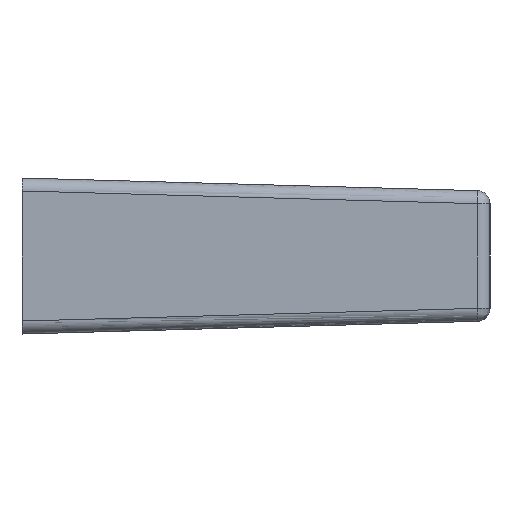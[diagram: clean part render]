
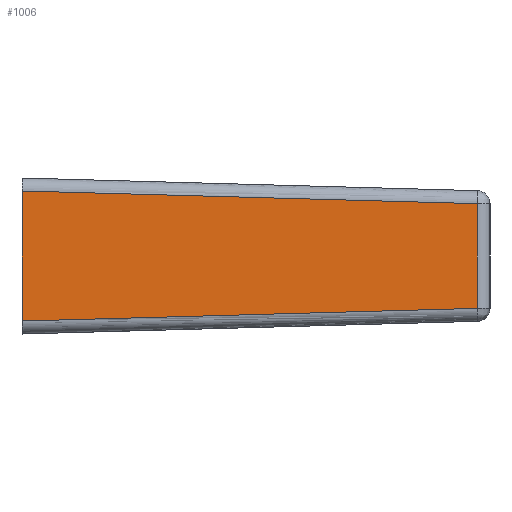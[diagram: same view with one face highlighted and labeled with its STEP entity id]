
A CAD part, left-side view. The second image highlights one B-rep face of the part: STEP entity #1006.
In plain terms, the highlighted free-form (B-spline) face has degree [1, 1] with [2, 2] control points.
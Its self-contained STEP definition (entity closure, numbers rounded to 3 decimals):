
#971=CARTESIAN_POINT('',(-43.978,-36.777,-5.5));
#972=CARTESIAN_POINT('',(-45.049,1.75,-5.5));
#973=CARTESIAN_POINT('',(-43.978,-36.777,5.5));
#974=CARTESIAN_POINT('',(-45.049,1.75,5.5));
#975=B_SPLINE_SURFACE_WITH_KNOTS('',1,1,((#971,#973),(#972,#974)),.UNSPECIFIED.,.F.,.F.,.U.,(2,2),(2,2),(0.0,38.542),(0.0,11.),.UNSPECIFIED.);
#976=CARTESIAN_POINT('',(-44.027,-35.028,-4.027));
#977=VERTEX_POINT('',#976);
#978=CARTESIAN_POINT('',(-44.027,-35.028,4.027));
#979=VERTEX_POINT('',#978);
#980=CARTESIAN_POINT('',(-44.027,-35.028,-4.027));
#981=CARTESIAN_POINT('',(-44.027,-35.028,4.027));
#982=QUASI_UNIFORM_CURVE('',1,(#980,#981),.UNSPECIFIED.,.F.,.U.);
#983=EDGE_CURVE('',#977,#979,#982,.T.);
#984=ORIENTED_EDGE('',*,*,#983,.T.);
#985=CARTESIAN_POINT('',(-45.0,0.0,5.));
#986=VERTEX_POINT('',#985);
#987=CARTESIAN_POINT('',(-44.027,-35.028,4.027));
#988=CARTESIAN_POINT('',(-45.0,0.0,5.));
#989=QUASI_UNIFORM_CURVE('',1,(#987,#988),.UNSPECIFIED.,.F.,.U.);
#990=EDGE_CURVE('',#979,#986,#989,.T.);
#991=ORIENTED_EDGE('',*,*,#990,.T.);
#992=CARTESIAN_POINT('',(-45.0,0.0,-5.));
#993=VERTEX_POINT('',#992);
#994=CARTESIAN_POINT('',(-45.0,0.0,5.));
#995=CARTESIAN_POINT('',(-45.0,0.0,-5.));
#996=QUASI_UNIFORM_CURVE('',1,(#994,#995),.UNSPECIFIED.,.F.,.U.);
#997=EDGE_CURVE('',#986,#993,#996,.T.);
#998=ORIENTED_EDGE('',*,*,#997,.T.);
#999=CARTESIAN_POINT('',(-45.0,0.0,-5.));
#1000=CARTESIAN_POINT('',(-44.027,-35.028,-4.027));
#1001=QUASI_UNIFORM_CURVE('',1,(#999,#1000),.UNSPECIFIED.,.F.,.U.);
#1002=EDGE_CURVE('',#993,#977,#1001,.T.);
#1003=ORIENTED_EDGE('',*,*,#1002,.T.);
#1004=EDGE_LOOP('',(#984,#991,#998,#1003));
#1005=FACE_OUTER_BOUND('',#1004,.T.);
#1006=ADVANCED_FACE('',(#1005),#975,.F.);
